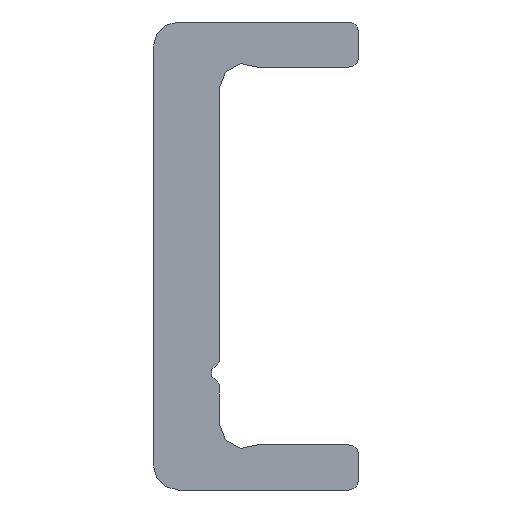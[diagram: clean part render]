
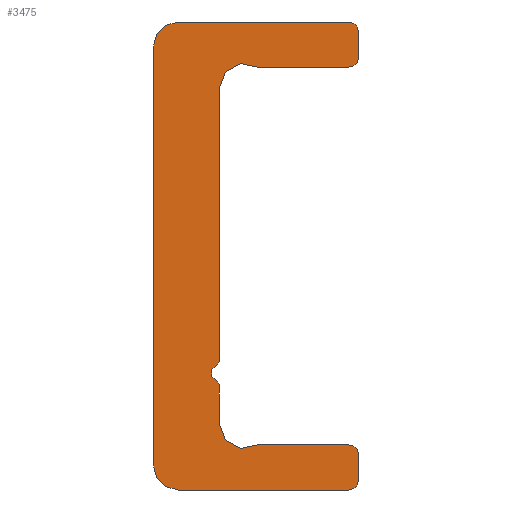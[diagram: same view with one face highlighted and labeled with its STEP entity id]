
A CAD part, left-side view. The second image highlights one B-rep face of the part: STEP entity #3475.
In plain terms, the highlighted planar face has unit normal (-1, 0, 0).
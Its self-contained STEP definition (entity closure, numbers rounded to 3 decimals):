
#2600=CARTESIAN_POINT('',(0.0,-6.15,-13.4));
#2601=VERTEX_POINT('',#2600);
#2608=CARTESIAN_POINT('',(0.0,-5.55,-14.));
#2609=VERTEX_POINT('',#2608);
#2610=CARTESIAN_POINT('',(0.0,-5.55,-13.4));
#2611=DIRECTION('',(1.0,0.0,0.0));
#2612=DIRECTION('',(0.0,-1.0,0.0));
#2613=AXIS2_PLACEMENT_3D('',#2610,#2611,#2612);
#2614=CIRCLE('',#2613,0.6);
#2615=EDGE_CURVE('',#2601,#2609,#2614,.T.);
#2639=CARTESIAN_POINT('',(0.0,-6.15,-11.9));
#2640=VERTEX_POINT('',#2639);
#2647=CARTESIAN_POINT('',(0.0,-6.15,-11.9));
#2648=DIRECTION('',(0.0,0.0,-1.0));
#2649=VECTOR('',#2648,1.5);
#2650=LINE('',#2647,#2649);
#2651=EDGE_CURVE('',#2640,#2601,#2650,.T.);
#2671=CARTESIAN_POINT('',(0.0,-5.55,-11.3));
#2672=VERTEX_POINT('',#2671);
#2679=CARTESIAN_POINT('',(0.0,-5.55,-11.9));
#2680=DIRECTION('',(1.0,0.0,0.0));
#2681=DIRECTION('',(0.0,0.0,1.0));
#2682=AXIS2_PLACEMENT_3D('',#2679,#2680,#2681);
#2683=CIRCLE('',#2682,0.6);
#2684=EDGE_CURVE('',#2672,#2640,#2683,.T.);
#2703=CARTESIAN_POINT('',(0.0,-0.098,-11.3));
#2704=VERTEX_POINT('',#2703);
#2711=CARTESIAN_POINT('',(0.0,-0.098,-11.3));
#2712=DIRECTION('',(0.0,-1.0,0.0));
#2713=VECTOR('',#2712,5.452);
#2714=LINE('',#2711,#2713);
#2715=EDGE_CURVE('',#2704,#2672,#2714,.T.);
#2735=CARTESIAN_POINT('',(0.0,2.2,-10.03));
#2736=VERTEX_POINT('',#2735);
#2743=CARTESIAN_POINT('',(0.0,0.7,-10.03));
#2744=DIRECTION('',(-1.0,0.0,0.0));
#2745=DIRECTION('',(0.0,0.532,0.847));
#2746=AXIS2_PLACEMENT_3D('',#2743,#2744,#2745);
#2747=CIRCLE('',#2746,1.5);
#2748=EDGE_CURVE('',#2736,#2704,#2747,.T.);
#2767=CARTESIAN_POINT('',(0.0,2.2,-7.707));
#2768=VERTEX_POINT('',#2767);
#2775=CARTESIAN_POINT('',(0.0,2.2,-7.707));
#2776=DIRECTION('',(0.0,0.0,-1.0));
#2777=VECTOR('',#2776,2.323);
#2778=LINE('',#2775,#2777);
#2779=EDGE_CURVE('',#2768,#2736,#2778,.T.);
#2799=CARTESIAN_POINT('',(0.0,2.367,-7.471));
#2800=VERTEX_POINT('',#2799);
#2807=CARTESIAN_POINT('',(0.0,2.45,-7.707));
#2808=DIRECTION('',(1.0,0.0,0.0));
#2809=DIRECTION('',(0.0,-0.333,0.943));
#2810=AXIS2_PLACEMENT_3D('',#2807,#2808,#2809);
#2811=CIRCLE('',#2810,0.25);
#2812=EDGE_CURVE('',#2800,#2768,#2811,.T.);
#2832=CARTESIAN_POINT('',(0.0,2.367,-6.529));
#2833=VERTEX_POINT('',#2832);
#2840=CARTESIAN_POINT('',(0.0,2.2,-7.));
#2841=DIRECTION('',(-1.0,0.0,0.0));
#2842=DIRECTION('',(0.0,-0.333,0.943));
#2843=AXIS2_PLACEMENT_3D('',#2840,#2841,#2842);
#2844=CIRCLE('',#2843,0.5);
#2845=EDGE_CURVE('',#2833,#2800,#2844,.T.);
#2865=CARTESIAN_POINT('',(0.0,2.2,-6.293));
#2866=VERTEX_POINT('',#2865);
#2873=CARTESIAN_POINT('',(0.0,2.45,-6.293));
#2874=DIRECTION('',(1.0,0.0,0.0));
#2875=DIRECTION('',(0.0,-1.0,0.0));
#2876=AXIS2_PLACEMENT_3D('',#2873,#2874,#2875);
#2877=CIRCLE('',#2876,0.25);
#2878=EDGE_CURVE('',#2866,#2833,#2877,.T.);
#2897=CARTESIAN_POINT('',(0.0,2.2,10.03));
#2898=VERTEX_POINT('',#2897);
#2905=CARTESIAN_POINT('',(0.0,2.2,10.03));
#2906=DIRECTION('',(0.0,0.0,-1.0));
#2907=VECTOR('',#2906,16.323);
#2908=LINE('',#2905,#2907);
#2909=EDGE_CURVE('',#2898,#2866,#2908,.T.);
#3040=CARTESIAN_POINT('',(0.0,-0.098,11.3));
#3041=VERTEX_POINT('',#3040);
#3048=CARTESIAN_POINT('',(0.0,0.7,10.03));
#3049=DIRECTION('',(-1.0,0.0,0.0));
#3050=DIRECTION('',(0.0,-1.0,0.0));
#3051=AXIS2_PLACEMENT_3D('',#3048,#3049,#3050);
#3052=CIRCLE('',#3051,1.5);
#3053=EDGE_CURVE('',#3041,#2898,#3052,.T.);
#3072=CARTESIAN_POINT('',(0.0,-5.55,11.3));
#3073=VERTEX_POINT('',#3072);
#3080=CARTESIAN_POINT('',(0.0,-5.55,11.3));
#3081=DIRECTION('',(0.0,1.0,0.0));
#3082=VECTOR('',#3081,5.452);
#3083=LINE('',#3080,#3082);
#3084=EDGE_CURVE('',#3073,#3041,#3083,.T.);
#3104=CARTESIAN_POINT('',(0.0,-6.15,11.9));
#3105=VERTEX_POINT('',#3104);
#3112=CARTESIAN_POINT('',(0.0,-5.55,11.9));
#3113=DIRECTION('',(1.0,0.0,0.0));
#3114=DIRECTION('',(0.0,-1.0,0.0));
#3115=AXIS2_PLACEMENT_3D('',#3112,#3113,#3114);
#3116=CIRCLE('',#3115,0.6);
#3117=EDGE_CURVE('',#3105,#3073,#3116,.T.);
#3136=CARTESIAN_POINT('',(0.0,-6.15,13.4));
#3137=VERTEX_POINT('',#3136);
#3144=CARTESIAN_POINT('',(0.0,-6.15,13.4));
#3145=DIRECTION('',(0.0,0.0,-1.0));
#3146=VECTOR('',#3145,1.5);
#3147=LINE('',#3144,#3146);
#3148=EDGE_CURVE('',#3137,#3105,#3147,.T.);
#3168=CARTESIAN_POINT('',(0.0,-5.55,14.));
#3169=VERTEX_POINT('',#3168);
#3176=CARTESIAN_POINT('',(0.0,-5.55,13.4));
#3177=DIRECTION('',(1.0,0.0,0.0));
#3178=DIRECTION('',(0.0,0.0,1.0));
#3179=AXIS2_PLACEMENT_3D('',#3176,#3177,#3178);
#3180=CIRCLE('',#3179,0.6);
#3181=EDGE_CURVE('',#3169,#3137,#3180,.T.);
#3200=CARTESIAN_POINT('',(0.0,4.65,14.));
#3201=VERTEX_POINT('',#3200);
#3208=CARTESIAN_POINT('',(0.0,4.65,14.));
#3209=DIRECTION('',(0.0,-1.0,0.0));
#3210=VECTOR('',#3209,10.2);
#3211=LINE('',#3208,#3210);
#3212=EDGE_CURVE('',#3201,#3169,#3211,.T.);
#3232=CARTESIAN_POINT('',(0.0,6.15,12.5));
#3233=VERTEX_POINT('',#3232);
#3240=CARTESIAN_POINT('',(0.0,4.65,12.5));
#3241=DIRECTION('',(1.0,0.0,0.0));
#3242=DIRECTION('',(0.0,1.0,0.0));
#3243=AXIS2_PLACEMENT_3D('',#3240,#3241,#3242);
#3244=CIRCLE('',#3243,1.5);
#3245=EDGE_CURVE('',#3233,#3201,#3244,.T.);
#3264=CARTESIAN_POINT('',(0.0,6.15,-12.5));
#3265=VERTEX_POINT('',#3264);
#3272=CARTESIAN_POINT('',(0.0,6.15,-12.5));
#3273=DIRECTION('',(0.0,0.0,1.0));
#3274=VECTOR('',#3273,25.);
#3275=LINE('',#3272,#3274);
#3276=EDGE_CURVE('',#3265,#3233,#3275,.T.);
#3407=CARTESIAN_POINT('',(0.0,4.65,-14.));
#3408=VERTEX_POINT('',#3407);
#3415=CARTESIAN_POINT('',(0.0,4.65,-12.5));
#3416=DIRECTION('',(1.0,0.0,0.0));
#3417=DIRECTION('',(0.0,0.0,-1.0));
#3418=AXIS2_PLACEMENT_3D('',#3415,#3416,#3417);
#3419=CIRCLE('',#3418,1.5);
#3420=EDGE_CURVE('',#3408,#3265,#3419,.T.);
#3438=CARTESIAN_POINT('',(0.0,-5.55,-14.));
#3439=DIRECTION('',(0.0,1.0,0.0));
#3440=VECTOR('',#3439,10.2);
#3441=LINE('',#3438,#3440);
#3442=EDGE_CURVE('',#2609,#3408,#3441,.T.);
#3448=CARTESIAN_POINT('',(0.0,1.616,-0.032));
#3449=DIRECTION('',(1.0,0.0,0.0));
#3450=DIRECTION('',(0.0,0.0,-1.0));
#3451=AXIS2_PLACEMENT_3D('',#3448,#3449,#3450);
#3452=PLANE('',#3451);
#3453=ORIENTED_EDGE('',*,*,#3442,.F.);
#3454=ORIENTED_EDGE('',*,*,#2615,.F.);
#3455=ORIENTED_EDGE('',*,*,#2651,.F.);
#3456=ORIENTED_EDGE('',*,*,#2684,.F.);
#3457=ORIENTED_EDGE('',*,*,#2715,.F.);
#3458=ORIENTED_EDGE('',*,*,#2748,.F.);
#3459=ORIENTED_EDGE('',*,*,#2779,.F.);
#3460=ORIENTED_EDGE('',*,*,#2812,.F.);
#3461=ORIENTED_EDGE('',*,*,#2845,.F.);
#3462=ORIENTED_EDGE('',*,*,#2878,.F.);
#3463=ORIENTED_EDGE('',*,*,#2909,.F.);
#3464=ORIENTED_EDGE('',*,*,#3053,.F.);
#3465=ORIENTED_EDGE('',*,*,#3084,.F.);
#3466=ORIENTED_EDGE('',*,*,#3117,.F.);
#3467=ORIENTED_EDGE('',*,*,#3148,.F.);
#3468=ORIENTED_EDGE('',*,*,#3181,.F.);
#3469=ORIENTED_EDGE('',*,*,#3212,.F.);
#3470=ORIENTED_EDGE('',*,*,#3245,.F.);
#3471=ORIENTED_EDGE('',*,*,#3276,.F.);
#3472=ORIENTED_EDGE('',*,*,#3420,.F.);
#3473=EDGE_LOOP('',(#3453,#3454,#3455,#3456,#3457,#3458,#3459,#3460,#3461,#3462,#3463,#3464,#3465,#3466,#3467,#3468,#3469,#3470,#3471,#3472));
#3474=FACE_OUTER_BOUND('',#3473,.T.);
#3475=ADVANCED_FACE('',(#3474),#3452,.F.);
